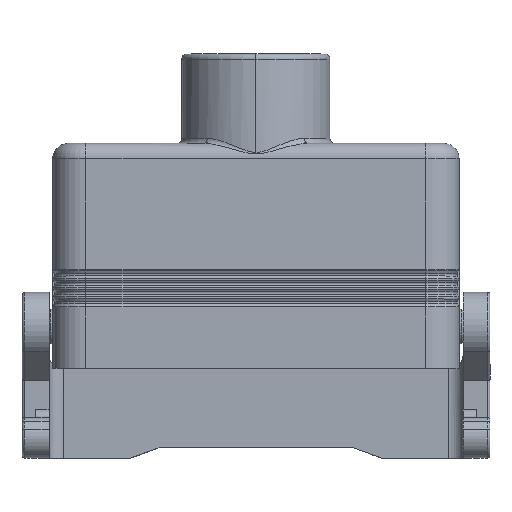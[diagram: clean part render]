
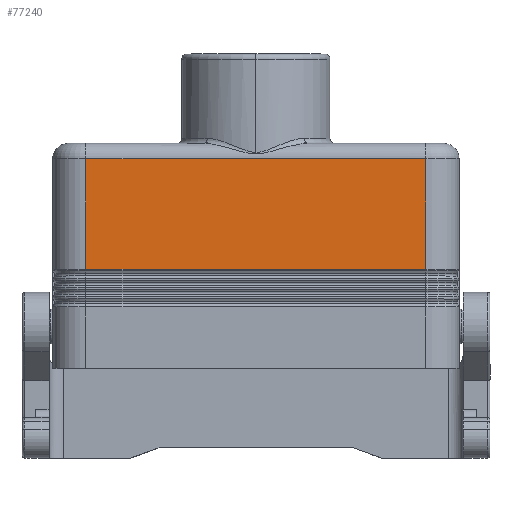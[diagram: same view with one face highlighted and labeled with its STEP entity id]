
A CAD part, top view. The second image highlights one B-rep face of the part: STEP entity #77240.
In plain terms, the highlighted face is planar.
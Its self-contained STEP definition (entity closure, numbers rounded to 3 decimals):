
#1900=CARTESIAN_POINT('',(17.6,-54.,0.));
#1910=DIRECTION('',(0.,0.,1.));
#1920=VECTOR('',#1910,1.);
#1930=LINE('',#1900,#1920);
#17790=CARTESIAN_POINT('',(17.6,-54.,19.33));
#17800=VERTEX_POINT('',#17790);
#20760=CARTESIAN_POINT('',(17.6,-54.,41.));
#20770=VERTEX_POINT('',#20760);
#20800=EDGE_CURVE('',#17800,#20770,#1930,.T.);
#42890=CARTESIAN_POINT('',(17.6,12.5,0.));
#42900=DIRECTION('',(0.,0.,1.));
#42910=VECTOR('',#42900,1.);
#42920=LINE('',#42890,#42910);
#65290=CARTESIAN_POINT('',(17.6,12.5,19.33));
#65300=VERTEX_POINT('',#65290);
#70270=CARTESIAN_POINT('',(17.6,12.5,41.));
#70280=VERTEX_POINT('',#70270);
#70450=EDGE_CURVE('',#65300,#70280,#42920,.T.);
#76250=CARTESIAN_POINT('',(17.6,27.25,0.));
#76260=DIRECTION('',(1.,0.,0.));
#76270=DIRECTION('',(0.,-1.,0.));
#76280=AXIS2_PLACEMENT_3D('',#76250,#76260,#76270);
#76290=PLANE('',#76280);
#77080=ORIENTED_EDGE('',*,*,#20800,.F.);
#77090=CARTESIAN_POINT('',(17.6,0.,41.));
#77100=DIRECTION('',(0.,-1.,0.));
#77110=VECTOR('',#77100,1.);
#77120=LINE('',#77090,#77110);
#77130=EDGE_CURVE('',#70280,#20770,#77120,.T.);
#77140=ORIENTED_EDGE('',*,*,#77130,.T.);
#77150=ORIENTED_EDGE('',*,*,#70450,.T.);
#77160=CARTESIAN_POINT('',(17.6,0.,19.33));
#77170=DIRECTION('',(0.,-1.,0.));
#77180=VECTOR('',#77170,1.);
#77190=LINE('',#77160,#77180);
#77200=EDGE_CURVE('',#65300,#17800,#77190,.T.);
#77210=ORIENTED_EDGE('',*,*,#77200,.F.);
#77220=EDGE_LOOP('',(#77210,#77150,#77140,#77080));
#77230=FACE_OUTER_BOUND('',#77220,.T.);
#77240=ADVANCED_FACE('',(#77230),#76290,.T.);
